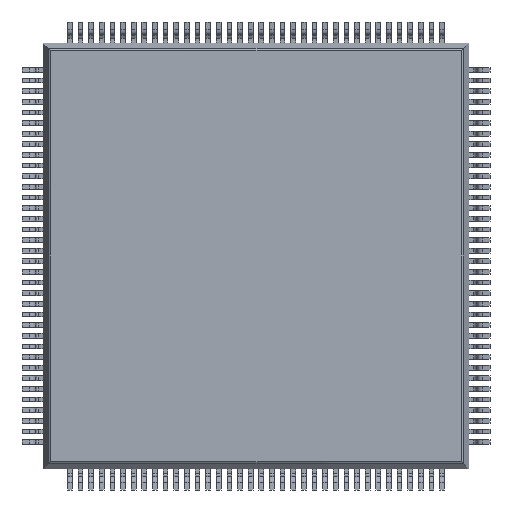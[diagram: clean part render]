
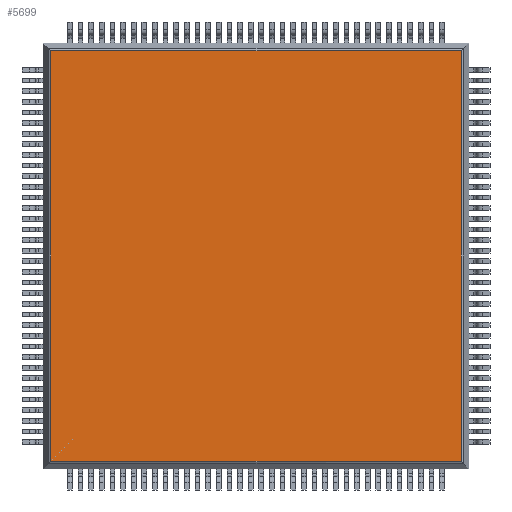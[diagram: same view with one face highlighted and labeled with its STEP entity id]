
A CAD part, front view. The second image highlights one B-rep face of the part: STEP entity #5699.
In plain terms, the highlighted planar face has unit normal (0, -1, 0).
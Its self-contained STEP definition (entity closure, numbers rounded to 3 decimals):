
#5699=ADVANCED_FACE('',(#11399),#11400,.T.);
#11399=FACE_OUTER_BOUND('',#17098,.T.);
#11400=PLANE('',#17099);
#17098=EDGE_LOOP('',(#35258,#35259,#35260,#35261));
#17099=AXIS2_PLACEMENT_3D('',#35262,#35263,#35264);
#35258=ORIENTED_EDGE('',*,*,#42696,.F.);
#35259=ORIENTED_EDGE('',*,*,#42729,.F.);
#35260=ORIENTED_EDGE('',*,*,#42722,.T.);
#35261=ORIENTED_EDGE('',*,*,#42730,.T.);
#35262=CARTESIAN_POINT('',(20.0,0.082,0.));
#35263=DIRECTION('',(0.,-1.0,0.));
#35264=DIRECTION('',(0.,0.,1.0));
#42696=EDGE_CURVE('',#53441,#53436,#53443,.T.);
#42722=EDGE_CURVE('',#53480,#53478,#53481,.T.);
#42729=EDGE_CURVE('',#53480,#53441,#53488,.T.);
#42730=EDGE_CURVE('',#53478,#53436,#53489,.T.);
#53436=VERTEX_POINT('',#68385);
#53441=VERTEX_POINT('',#68391);
#53443=LINE('',#68393,#68394);
#53478=VERTEX_POINT('',#68442);
#53480=VERTEX_POINT('',#68444);
#53481=LINE('',#68445,#68446);
#53488=LINE('',#68455,#68456);
#53489=LINE('',#68457,#68458);
#68385=CARTESIAN_POINT('',(0.345,0.082,9.655));
#68391=CARTESIAN_POINT('',(0.345,0.082,-9.655));
#68393=CARTESIAN_POINT('',(0.345,0.082,-10.0));
#68394=VECTOR('',#76139,1.0);
#68442=CARTESIAN_POINT('',(19.655,0.082,9.655));
#68444=CARTESIAN_POINT('',(19.655,0.082,-9.655));
#68445=CARTESIAN_POINT('',(19.655,0.082,0.));
#68446=VECTOR('',#76168,1.0);
#68455=CARTESIAN_POINT('',(20.0,0.082,-9.655));
#68456=VECTOR('',#76174,1.0);
#68457=CARTESIAN_POINT('',(20.0,0.082,9.655));
#68458=VECTOR('',#76175,1.0);
#76139=DIRECTION('',(0.,0.,1.0));
#76168=DIRECTION('',(0.0,0.0,1.0));
#76174=DIRECTION('',(-1.0,0.0,0.));
#76175=DIRECTION('',(-1.0,0.0,0.));
